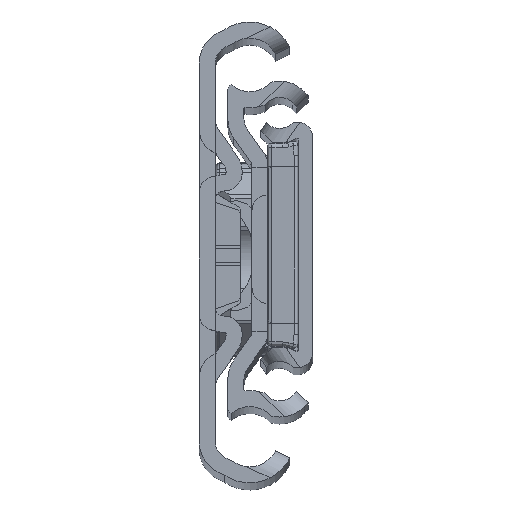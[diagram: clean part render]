
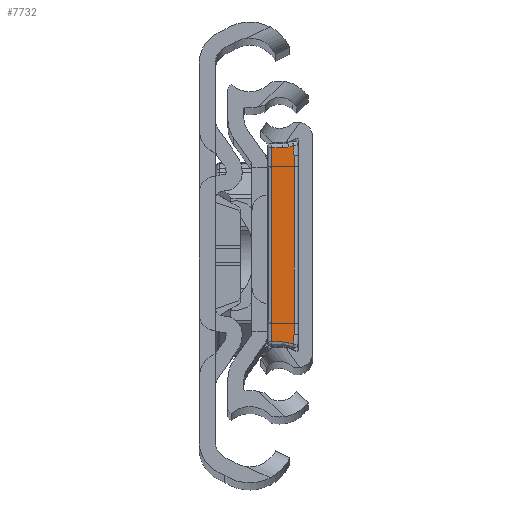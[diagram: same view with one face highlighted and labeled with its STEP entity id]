
A CAD part, top view. The second image highlights one B-rep face of the part: STEP entity #7732.
In plain terms, the highlighted planar face has unit normal (0, 0, 1).
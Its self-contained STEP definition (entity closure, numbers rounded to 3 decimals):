
#71 = CARTESIAN_POINT ( 'NONE',  ( -10.85, 1.779, 0. ) ) ;
#610 = AXIS2_PLACEMENT_3D ( 'NONE', #15151, #9746, #12266 ) ;
#645 = DIRECTION ( 'NONE',  ( 0.999, -0.052, 0. ) ) ;
#749 = EDGE_CURVE ( 'NONE', #14160, #15038, #15050, .T. ) ;
#779 = CARTESIAN_POINT ( 'NONE',  ( -10.85, 3., 0. ) ) ;
#987 = VERTEX_POINT ( 'NONE', #71 ) ;
#1441 = EDGE_CURVE ( 'NONE', #16208, #17137, #4325, .T. ) ;
#1515 = EDGE_CURVE ( 'NONE', #1755, #987, #1722, .T. ) ;
#1722 = LINE ( 'NONE', #6266, #14700 ) ;
#1755 = VERTEX_POINT ( 'NONE', #779 ) ;
#2031 = ORIENTED_EDGE ( 'NONE', *, *, #2825, .T. ) ;
#2175 = VERTEX_POINT ( 'NONE', #15232 ) ;
#2825 = EDGE_CURVE ( 'NONE', #2175, #16208, #10867, .T. ) ;
#2935 = CARTESIAN_POINT ( 'NONE',  ( -11.043, -0.602, 0. ) ) ;
#3028 = EDGE_CURVE ( 'NONE', #12565, #1755, #18290, .T. ) ;
#3400 = ORIENTED_EDGE ( 'NONE', *, *, #13720, .T. ) ;
#3497 = LINE ( 'NONE', #15032, #4254 ) ;
#4254 = VECTOR ( 'NONE', #16336, 1000. ) ;
#4325 = LINE ( 'NONE', #2935, #16797 ) ;
#4778 = DIRECTION ( 'NONE',  ( 0., -1., 0. ) ) ;
#4995 = CARTESIAN_POINT ( 'NONE',  ( 10.85, 1.779, 0. ) ) ;
#5097 = DIRECTION ( 'NONE',  ( -0.284, -0.959, 0. ) ) ;
#5141 = ORIENTED_EDGE ( 'NONE', *, *, #14059, .T. ) ;
#5151 = AXIS2_PLACEMENT_3D ( 'NONE', #7830, #10337, #8949 ) ;
#5182 = ORIENTED_EDGE ( 'NONE', *, *, #3028, .T. ) ;
#5467 = VECTOR ( 'NONE', #11982, 1000. ) ;
#5652 = CARTESIAN_POINT ( 'NONE',  ( -11.104, 3., 0. ) ) ;
#5946 = ORIENTED_EDGE ( 'NONE', *, *, #9480, .T. ) ;
#6169 = EDGE_LOOP ( 'NONE', ( #6301, #3400, #5141, #14631, #5182, #10983, #5946, #15494, #13960, #2031 ) ) ;
#6266 = CARTESIAN_POINT ( 'NONE',  ( -10.85, 0.559, 0. ) ) ;
#6301 = ORIENTED_EDGE ( 'NONE', *, *, #1441, .T. ) ;
#6423 = FACE_OUTER_BOUND ( 'NONE', #6169, .T. ) ;
#6858 = DIRECTION ( 'NONE',  ( -1., 0., 0. ) ) ;
#7732 = ADVANCED_FACE ( 'NONE', ( #6423 ), #17486, .T. ) ;
#7830 = CARTESIAN_POINT ( 'NONE',  ( 13.35, 1.779, 0. ) ) ;
#8012 = CARTESIAN_POINT ( 'NONE',  ( -10.953, 1.068, 0. ) ) ;
#8638 = CIRCLE ( 'NONE', #610, 2.5 ) ;
#8949 = DIRECTION ( 'NONE',  ( 1., 0., 0. ) ) ;
#9207 = DIRECTION ( 'NONE',  ( 1., 0., 0. ) ) ;
#9304 = CIRCLE ( 'NONE', #5151, 2.5 ) ;
#9461 = EDGE_CURVE ( 'NONE', #15038, #2175, #11893, .T. ) ;
#9480 = EDGE_CURVE ( 'NONE', #987, #14160, #8638, .T. ) ;
#9746 = DIRECTION ( 'NONE',  ( 0., 0., -1. ) ) ;
#10337 = DIRECTION ( 'NONE',  ( 0., 0., -1. ) ) ;
#10654 = CARTESIAN_POINT ( 'NONE',  ( 11.104, 0.559, 0. ) ) ;
#10867 = LINE ( 'NONE', #17746, #15047 ) ;
#10983 = ORIENTED_EDGE ( 'NONE', *, *, #1515, .T. ) ;
#11394 = CARTESIAN_POINT ( 'NONE',  ( 9.987, 0.5, 0. ) ) ;
#11893 = LINE ( 'NONE', #16183, #15762 ) ;
#11982 = DIRECTION ( 'NONE',  ( 0., 1., 0. ) ) ;
#12165 = DIRECTION ( 'NONE',  ( 1., 0., 0. ) ) ;
#12266 = DIRECTION ( 'NONE',  ( 1., 0., 0. ) ) ;
#12350 = CARTESIAN_POINT ( 'NONE',  ( -11.104, 0.559, 0. ) ) ;
#12565 = VERTEX_POINT ( 'NONE', #14165 ) ;
#13393 = DIRECTION ( 'NONE',  ( 0., 0., 1. ) ) ;
#13720 = EDGE_CURVE ( 'NONE', #17137, #16441, #3497, .T. ) ;
#13738 = AXIS2_PLACEMENT_3D ( 'NONE', #17570, #13393, #9207 ) ;
#13960 = ORIENTED_EDGE ( 'NONE', *, *, #9461, .T. ) ;
#14059 = EDGE_CURVE ( 'NONE', #16441, #14926, #9304, .T. ) ;
#14096 = CARTESIAN_POINT ( 'NONE',  ( -11.104, 0.559, 0. ) ) ;
#14160 = VERTEX_POINT ( 'NONE', #8012 ) ;
#14165 = CARTESIAN_POINT ( 'NONE',  ( 10.85, 3., 0. ) ) ;
#14272 = DIRECTION ( 'NONE',  ( 0.999, 0.052, 0. ) ) ;
#14432 = EDGE_CURVE ( 'NONE', #14926, #12565, #15905, .T. ) ;
#14544 = CARTESIAN_POINT ( 'NONE',  ( 10.953, 1.068, 0. ) ) ;
#14631 = ORIENTED_EDGE ( 'NONE', *, *, #14432, .T. ) ;
#14700 = VECTOR ( 'NONE', #4778, 1000. ) ;
#14926 = VERTEX_POINT ( 'NONE', #4995 ) ;
#15032 = CARTESIAN_POINT ( 'NONE',  ( 9.313, 6.606, 0. ) ) ;
#15038 = VERTEX_POINT ( 'NONE', #14096 ) ;
#15047 = VECTOR ( 'NONE', #12165, 1000. ) ;
#15050 = LINE ( 'NONE', #12350, #17061 ) ;
#15151 = CARTESIAN_POINT ( 'NONE',  ( -13.35, 1.779, 0. ) ) ;
#15232 = CARTESIAN_POINT ( 'NONE',  ( -9.987, 0.5, 0. ) ) ;
#15494 = ORIENTED_EDGE ( 'NONE', *, *, #749, .T. ) ;
#15762 = VECTOR ( 'NONE', #645, 1000. ) ;
#15905 = LINE ( 'NONE', #16271, #5467 ) ;
#16183 = CARTESIAN_POINT ( 'NONE',  ( -11.104, 0.559, 0. ) ) ;
#16208 = VERTEX_POINT ( 'NONE', #11394 ) ;
#16271 = CARTESIAN_POINT ( 'NONE',  ( 10.85, 0.559, 0. ) ) ;
#16336 = DIRECTION ( 'NONE',  ( -0.284, 0.959, 0. ) ) ;
#16441 = VERTEX_POINT ( 'NONE', #14544 ) ;
#16797 = VECTOR ( 'NONE', #14272, 1000. ) ;
#17061 = VECTOR ( 'NONE', #5097, 1000. ) ;
#17137 = VERTEX_POINT ( 'NONE', #10654 ) ;
#17486 = PLANE ( 'NONE',  #13738 ) ;
#17570 = CARTESIAN_POINT ( 'NONE',  ( -11.104, 0.559, 0. ) ) ;
#17746 = CARTESIAN_POINT ( 'NONE',  ( -11.104, 0.5, 0. ) ) ;
#18013 = VECTOR ( 'NONE', #6858, 1000. ) ;
#18290 = LINE ( 'NONE', #5652, #18013 ) ;
